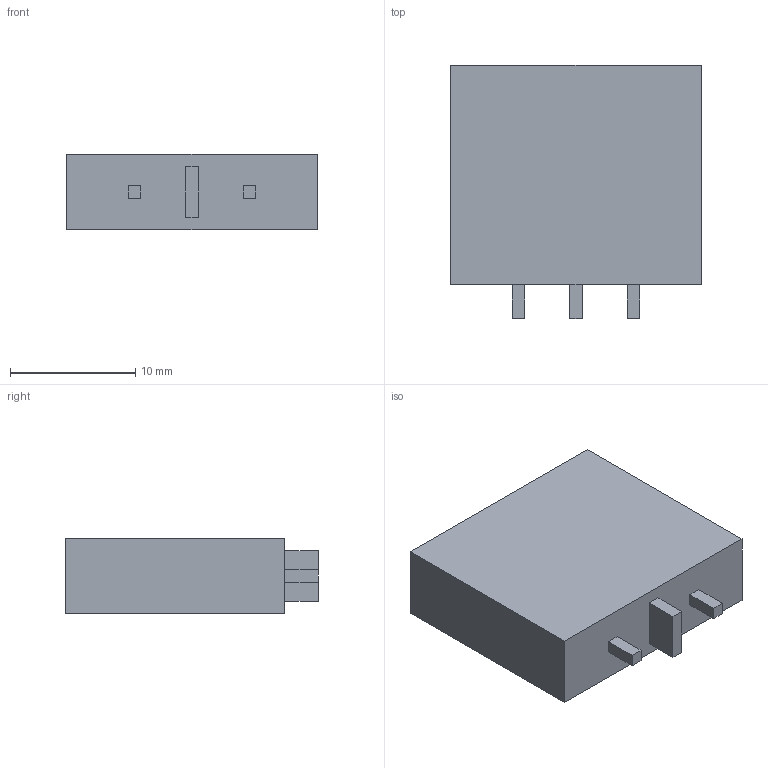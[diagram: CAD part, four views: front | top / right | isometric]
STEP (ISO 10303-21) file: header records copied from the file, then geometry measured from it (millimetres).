
FILE_DESCRIPTION(('SolidDesigner STEP Export'),'2;1');
FILE_NAME('1728996_SI_H_FKS_15-select.stp','2014-12-01T14:13:14',(''),(''),'Creo Elements/Direct Modeling STEP processor for AP214 (Solid Model)','Creo Elements/Direct Modeling 18.1B 29-Sep-2012 (C) Parametric Technology GmbH','');
FILE_SCHEMA(('AUTOMOTIVE_DESIGN { 1 0 10303 214 1 1 1 1 }'));
Length unit declared in the file: millimetre
Products named in the file (2): 1728996_SI_H_FKS_15-select
Assembly tree (1 placements, depth 2):
  1728996_SI_H_FKS_15-select
    1728996_SI_H_FKS_15-select
Bounding box: 20 x 20.2 x 6 mm (x, y, z)
Volume: 1831.2 mm3; surface area: 1342.6 mm2
Topology: 1 solids, 1 shells, 26 faces, 60 edges, 40 vertices
Faces by surface type: plane 26
Entity records: 977 total; most frequent: CARTESIAN_POINT 128, ORIENTED_EDGE 120, DIRECTION 116, VECTOR 60, LINE 60, EDGE_CURVE 60, VERTEX_POINT 40, EDGE_LOOP 30
